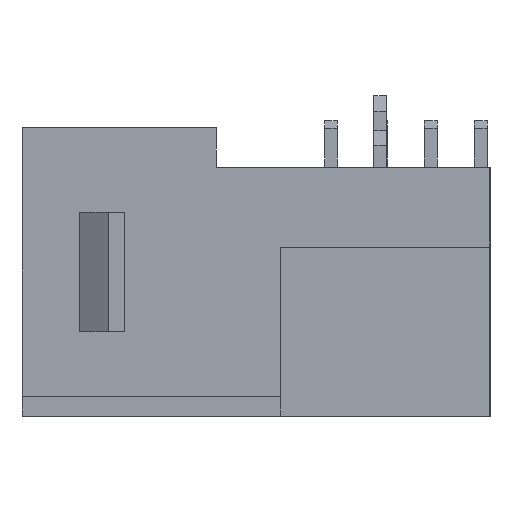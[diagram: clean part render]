
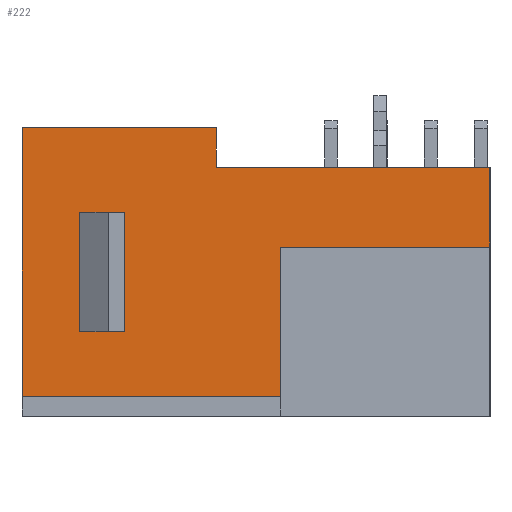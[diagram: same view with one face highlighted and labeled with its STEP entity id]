
A CAD part, left-side view. The second image highlights one B-rep face of the part: STEP entity #222.
In plain terms, the highlighted planar face has unit normal (-1, 0, 0).
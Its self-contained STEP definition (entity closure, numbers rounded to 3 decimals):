
#222 = ADVANCED_FACE( '', ( #1170, #1171 ), #1172, .F. );
#1170 = FACE_BOUND( '', #3078, .T. );
#1171 = FACE_OUTER_BOUND( '', #3079, .T. );
#1172 = PLANE( '', #3080 );
#3078 = EDGE_LOOP( '', ( #5083, #5084, #5085, #5086 ) );
#3079 = EDGE_LOOP( '', ( #5087, #5088, #5089, #5090, #5091, #5092, #5093, #5094 ) );
#3080 = AXIS2_PLACEMENT_3D( '', #5095, #5096, #5097 );
#5083 = ORIENTED_EDGE( '', *, *, #13430, .F. );
#5084 = ORIENTED_EDGE( '', *, *, #13431, .F. );
#5085 = ORIENTED_EDGE( '', *, *, #13432, .T. );
#5086 = ORIENTED_EDGE( '', *, *, #13433, .T. );
#5087 = ORIENTED_EDGE( '', *, *, #13434, .T. );
#5088 = ORIENTED_EDGE( '', *, *, #13350, .T. );
#5089 = ORIENTED_EDGE( '', *, *, #13435, .F. );
#5090 = ORIENTED_EDGE( '', *, *, #13436, .F. );
#5091 = ORIENTED_EDGE( '', *, *, #13437, .F. );
#5092 = ORIENTED_EDGE( '', *, *, #13438, .F. );
#5093 = ORIENTED_EDGE( '', *, *, #13439, .T. );
#5094 = ORIENTED_EDGE( '', *, *, #13440, .T. );
#5095 = CARTESIAN_POINT( '', ( -27.305, 23.5, -6.25 ) );
#5096 = DIRECTION( '', ( 1., 0., 0. ) );
#5097 = DIRECTION( '', ( 0., 0., -1. ) );
#13350 = EDGE_CURVE( '', #16129, #16130, #16131, .T. );
#13430 = EDGE_CURVE( '', #16289, #16290, #16291, .T. );
#13431 = EDGE_CURVE( '', #16292, #16289, #16293, .T. );
#13432 = EDGE_CURVE( '', #16292, #16294, #16295, .T. );
#13433 = EDGE_CURVE( '', #16294, #16290, #16296, .T. );
#13434 = EDGE_CURVE( '', #16297, #16129, #16298, .T. );
#13435 = EDGE_CURVE( '', #16299, #16130, #16300, .T. );
#13436 = EDGE_CURVE( '', #16301, #16299, #16302, .T. );
#13437 = EDGE_CURVE( '', #16303, #16301, #16304, .T. );
#13438 = EDGE_CURVE( '', #16305, #16303, #16306, .T. );
#13439 = EDGE_CURVE( '', #16305, #16307, #16308, .T. );
#13440 = EDGE_CURVE( '', #16307, #16297, #16309, .T. );
#16129 = VERTEX_POINT( '', #20746 );
#16130 = VERTEX_POINT( '', #20747 );
#16131 = LINE( '', #20748, #20749 );
#16289 = VERTEX_POINT( '', #20986 );
#16290 = VERTEX_POINT( '', #20987 );
#16291 = LINE( '', #20988, #20989 );
#16292 = VERTEX_POINT( '', #20990 );
#16293 = LINE( '', #20991, #20992 );
#16294 = VERTEX_POINT( '', #20993 );
#16295 = LINE( '', #20994, #20995 );
#16296 = LINE( '', #20996, #20997 );
#16297 = VERTEX_POINT( '', #20998 );
#16298 = LINE( '', #20999, #21000 );
#16299 = VERTEX_POINT( '', #21001 );
#16300 = LINE( '', #21002, #21003 );
#16301 = VERTEX_POINT( '', #21004 );
#16302 = LINE( '', #21005, #21006 );
#16303 = VERTEX_POINT( '', #21007 );
#16304 = LINE( '', #21008, #21009 );
#16305 = VERTEX_POINT( '', #21010 );
#16306 = LINE( '', #21011, #21012 );
#16307 = VERTEX_POINT( '', #21013 );
#16308 = LINE( '', #21014, #21015 );
#16309 = LINE( '', #21016, #21017 );
#20746 = CARTESIAN_POINT( '', ( -27.305, 0., 1.25 ) );
#20747 = CARTESIAN_POINT( '', ( -27.305, 0., 5.25 ) );
#20748 = CARTESIAN_POINT( '', ( -27.305, 0., -6.25 ) );
#20749 = VECTOR( '', #27878, 1000. );
#20986 = CARTESIAN_POINT( '', ( -27.305, 20.6, 3. ) );
#20987 = CARTESIAN_POINT( '', ( -27.305, 20.6, -3. ) );
#20988 = CARTESIAN_POINT( '', ( -27.305, 20.6, 3. ) );
#20989 = VECTOR( '', #27958, 1000. );
#20990 = CARTESIAN_POINT( '', ( -27.305, 18.773, 3. ) );
#20991 = CARTESIAN_POINT( '', ( -27.305, 18.773, 3. ) );
#20992 = VECTOR( '', #27959, 1000. );
#20993 = CARTESIAN_POINT( '', ( -27.305, 18.773, -3. ) );
#20994 = CARTESIAN_POINT( '', ( -27.305, 18.773, 3. ) );
#20995 = VECTOR( '', #27960, 1000. );
#20996 = CARTESIAN_POINT( '', ( -27.305, 18.773, -3. ) );
#20997 = VECTOR( '', #27961, 1000. );
#20998 = CARTESIAN_POINT( '', ( -27.305, 10.5, 1.25 ) );
#20999 = CARTESIAN_POINT( '', ( -27.305, 10.5, 1.25 ) );
#21000 = VECTOR( '', #27962, 1000. );
#21001 = CARTESIAN_POINT( '', ( -27.305, 13.75, 5.25 ) );
#21002 = CARTESIAN_POINT( '', ( -27.305, 13.75, 5.25 ) );
#21003 = VECTOR( '', #27963, 1000. );
#21004 = CARTESIAN_POINT( '', ( -27.305, 13.75, 7.25 ) );
#21005 = CARTESIAN_POINT( '', ( -27.305, 13.75, 7.25 ) );
#21006 = VECTOR( '', #27964, 1000. );
#21007 = CARTESIAN_POINT( '', ( -27.305, 23.5, 7.25 ) );
#21008 = CARTESIAN_POINT( '', ( -27.305, 23.5, 7.25 ) );
#21009 = VECTOR( '', #27965, 1000. );
#21010 = CARTESIAN_POINT( '', ( -27.305, 23.5, -6.25 ) );
#21011 = CARTESIAN_POINT( '', ( -27.305, 23.5, -6.25 ) );
#21012 = VECTOR( '', #27966, 1000. );
#21013 = CARTESIAN_POINT( '', ( -27.305, 10.5, -6.25 ) );
#21014 = CARTESIAN_POINT( '', ( -27.305, 23.5, -6.25 ) );
#21015 = VECTOR( '', #27967, 1000. );
#21016 = CARTESIAN_POINT( '', ( -27.305, 10.5, -8.25 ) );
#21017 = VECTOR( '', #27968, 1000. );
#27878 = DIRECTION( '', ( 0., 0., 1. ) );
#27958 = DIRECTION( '', ( 0., 0., -1. ) );
#27959 = DIRECTION( '', ( 0., 1., 0. ) );
#27960 = DIRECTION( '', ( 0., 0., -1. ) );
#27961 = DIRECTION( '', ( 0., 1., 0. ) );
#27962 = DIRECTION( '', ( 0., -1., 0. ) );
#27963 = DIRECTION( '', ( 0., -1., 0. ) );
#27964 = DIRECTION( '', ( 0., 0., -1. ) );
#27965 = DIRECTION( '', ( 0., -1., 0. ) );
#27966 = DIRECTION( '', ( 0., 0., 1. ) );
#27967 = DIRECTION( '', ( 0., -1., 0. ) );
#27968 = DIRECTION( '', ( 0., 0., 1. ) );
